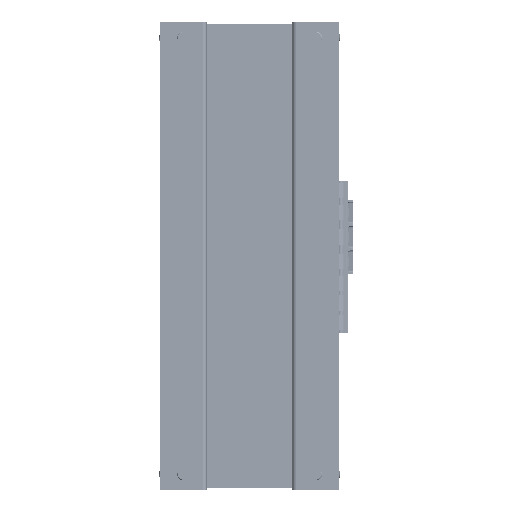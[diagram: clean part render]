
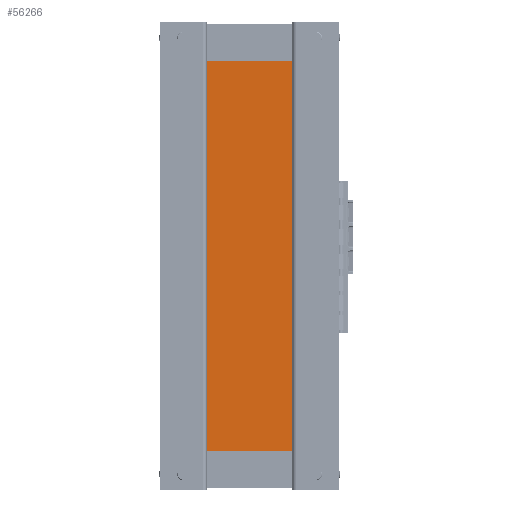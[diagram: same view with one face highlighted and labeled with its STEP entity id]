
A CAD part, front view. The second image highlights one B-rep face of the part: STEP entity #56266.
In plain terms, the highlighted planar face has unit normal (0, -1, 0).
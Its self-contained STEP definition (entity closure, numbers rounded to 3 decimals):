
#6947=FACE_OUTER_BOUND('',#9969,.T.);
#9969=EDGE_LOOP('',(#38098,#38099,#38100,#38101));
#13141=LINE('',#81406,#18880);
#13142=LINE('',#81409,#18881);
#13143=LINE('',#81411,#18882);
#13144=LINE('',#81412,#18883);
#18880=VECTOR('',#65108,10.);
#18881=VECTOR('',#65111,10.);
#18882=VECTOR('',#65112,10.);
#18883=VECTOR('',#65113,10.);
#24614=VERTEX_POINT('',#81399);
#24617=VERTEX_POINT('',#81404);
#24618=VERTEX_POINT('',#81408);
#24619=VERTEX_POINT('',#81410);
#29874=EDGE_CURVE('',#24614,#24617,#13141,.T.);
#29875=EDGE_CURVE('',#24618,#24614,#13142,.T.);
#29876=EDGE_CURVE('',#24619,#24617,#13143,.T.);
#29877=EDGE_CURVE('',#24618,#24619,#13144,.T.);
#38098=ORIENTED_EDGE('',*,*,#29875,.T.);
#38099=ORIENTED_EDGE('',*,*,#29874,.T.);
#38100=ORIENTED_EDGE('',*,*,#29876,.F.);
#38101=ORIENTED_EDGE('',*,*,#29877,.F.);
#54465=PLANE('',#59768);
#56266=ADVANCED_FACE('',(#6947),#54465,.T.);
#59768=AXIS2_PLACEMENT_3D('',#81407,#65109,#65110);
#65108=DIRECTION('',(1.,0.,0.));
#65109=DIRECTION('center_axis',(0.,-1.,0.));
#65110=DIRECTION('ref_axis',(0.,0.,-1.));
#65111=DIRECTION('',(0.,0.,-1.));
#65112=DIRECTION('',(0.,0.,-1.));
#65113=DIRECTION('',(1.,0.,0.));
#81399=CARTESIAN_POINT('',(0.,0.,0.));
#81404=CARTESIAN_POINT('',(110.,0.,0.));
#81406=CARTESIAN_POINT('',(0.,0.,0.));
#81407=CARTESIAN_POINT('Origin',(0.,0.,500.));
#81408=CARTESIAN_POINT('',(0.,0.,500.));
#81409=CARTESIAN_POINT('',(0.,0.,500.));
#81410=CARTESIAN_POINT('',(110.,0.,500.));
#81411=CARTESIAN_POINT('',(110.,0.,500.));
#81412=CARTESIAN_POINT('',(0.,0.,500.));
